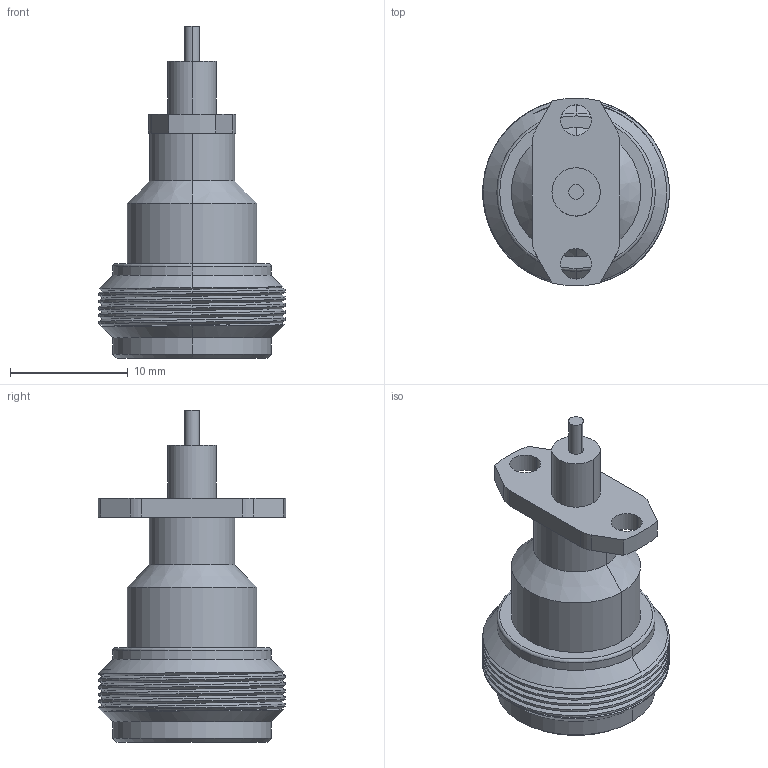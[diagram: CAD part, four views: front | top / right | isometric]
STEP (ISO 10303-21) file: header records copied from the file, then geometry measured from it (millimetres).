
FILE_DESCRIPTION((''),'2;1');
FILE_NAME('PRT0001','2021-08-12T',('1111'),(''),'PRO/ENGINEER BY PARAMETRIC TECHNOLOGY CORPORATION, 2012090','PRO/ENGINEER BY PARAMETRIC TECHNOLOGY CORPORATION, 2012090','');
FILE_SCHEMA(('CONFIG_CONTROL_DESIGN'));
Length unit declared in the file: millimetre
Products named in the file (1): PRT0001
Bounding box: 15.84 x 15.94 x 28.2 mm (x, y, z)
Volume: 1726.4 mm3; surface area: 1834.5 mm2
Topology: 1 solids, 1 shells, 88 faces, 224 edges, 143 vertices
Faces by surface type: cylinder 40, plane 30, cone 10, bspline 6, torus 2
Entity records: 4109 total; most frequent: CARTESIAN_POINT 1951, ORIENTED_EDGE 444, DIRECTION 437, EDGE_CURVE 222, AXIS2_PLACEMENT_3D 167, VERTEX_POINT 143, VECTOR 103, LINE 103
